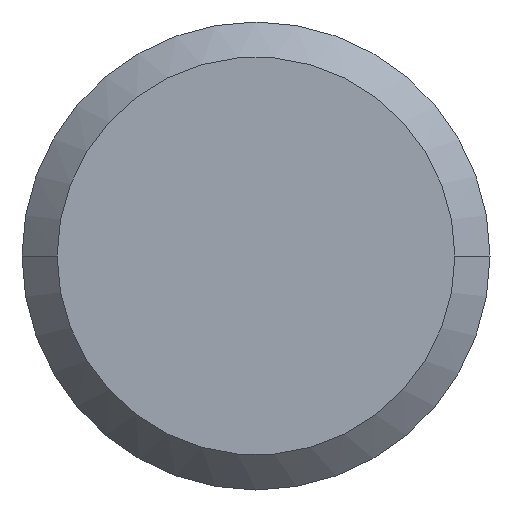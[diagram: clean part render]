
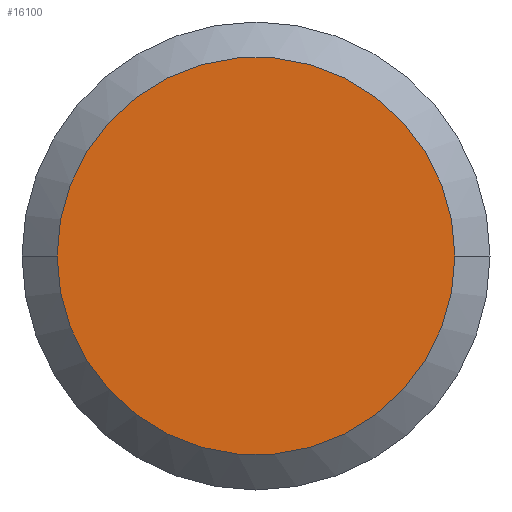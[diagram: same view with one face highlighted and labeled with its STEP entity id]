
A CAD part, front view. The second image highlights one B-rep face of the part: STEP entity #16100.
In plain terms, the highlighted planar face has unit normal (0, -1, 0).
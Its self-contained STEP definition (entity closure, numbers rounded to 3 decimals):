
#8650=CARTESIAN_POINT('',(34.026,-7378.908,0.));
#8660=VERTEX_POINT('',#8650);
#8740=CARTESIAN_POINT('',(68.026,-7378.908,0.));
#8750=VERTEX_POINT('',#8740);
#8780=CARTESIAN_POINT('',(51.026,-7378.908,0.));
#8790=DIRECTION('',(0.,1.,0.));
#8800=DIRECTION('',(1.,0.,0.));
#8810=AXIS2_PLACEMENT_3D('',#8780,#8790,#8800);
#8820=CIRCLE('',#8810,17.);
#8830=EDGE_CURVE('',#8660,#8750,#8820,.T.);
#16000=CARTESIAN_POINT('',(62.626,-7378.908,0.));
#16010=DIRECTION('',(-0.,-1.,-0.));
#16020=DIRECTION('',(-1.,0.,0.));
#16030=AXIS2_PLACEMENT_3D('',#16000,#16010,#16020);
#16040=PLANE('',#16030);
#16050=EDGE_CURVE('',#8750,#8660,#8820,.T.);
#16060=ORIENTED_EDGE('',*,*,#16050,.F.);
#16070=ORIENTED_EDGE('',*,*,#8830,.F.);
#16080=EDGE_LOOP('',(#16070,#16060));
#16090=FACE_OUTER_BOUND('',#16080,.T.);
#16100=ADVANCED_FACE('',(#16090),#16040,.T.);
